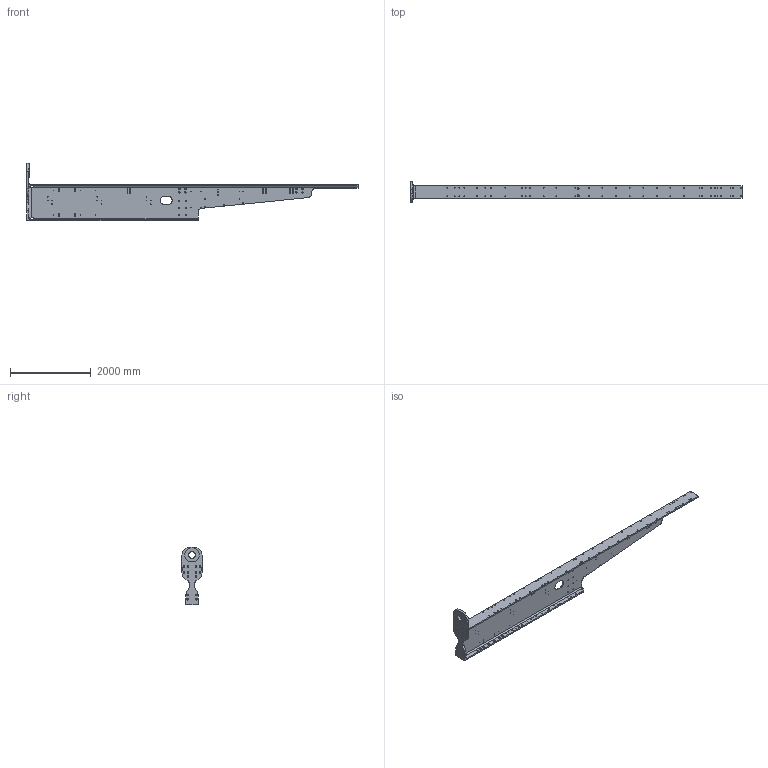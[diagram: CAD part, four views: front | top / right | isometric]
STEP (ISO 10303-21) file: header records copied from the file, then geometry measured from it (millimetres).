
FILE_DESCRIPTION(/* description */ (''),/* implementation_level */ '2;1');
FILE_NAME(/* name */ 'D1359929-001.stp',/* time_stamp */ '2016-02-03T15:13:02+01:00',/* author */ (''),/* organization */ (''),/* preprocessor_version */ 'ST-DEVELOPER v15',/* originating_system */ 'SIEMENS PLM Software NX 8.5',/* authorisation */ '');
FILE_SCHEMA (('AUTOMOTIVE_DESIGN { 1 0 10303 214 3 1 1 1 }'));
Length unit declared in the file: millimetre
Products named in the file (1): D1359929_001
Bounding box: 8225 x 500 x 1430 mm (x, y, z)
Volume: 246200907.8 mm3; surface area: 18694408.4 mm2
Topology: 1 solids, 1 shells, 334 faces, 1213 edges, 875 vertices
Faces by surface type: cylinder 264, plane 36, bspline 22, torus 8, cone 4
Full cylindrical faces by diameter (mm): 11 x6, 12 x11, 14 x60, 18 x21, 22 x6, 26 x66, 32.103 x2, 33 x14, 45 x30, 163 x1
Entity records: 12181 total; most frequent: CARTESIAN_POINT 2986, DIRECTION 1817, ORIENTED_EDGE 1546, EDGE_LOOP 991, FACE_BOUND 886, AXIS2_PLACEMENT_3D 833, EDGE_CURVE 773, VERTEX_POINT 658
